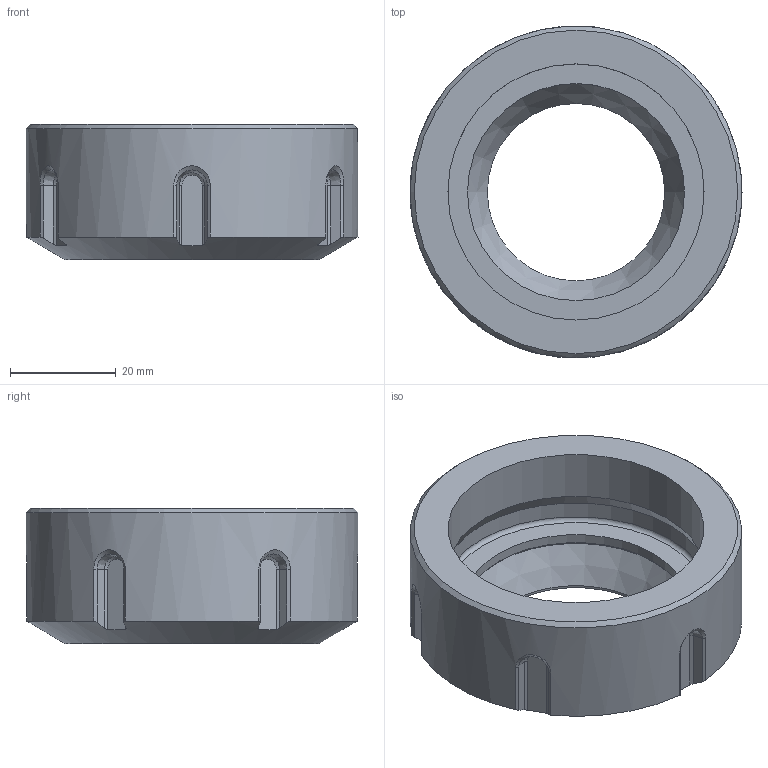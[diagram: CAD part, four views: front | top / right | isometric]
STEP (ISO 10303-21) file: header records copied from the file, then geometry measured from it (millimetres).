
FILE_DESCRIPTION(/* description */ (''),/* implementation_level */ '2;1');
FILE_NAME(/* name */ '344000000.stp',/* time_stamp */ '2021-01-08T12:48:04',/* author */ ('LRA'),/* organization */ ('REGO-FIX'),/* preprocessor_version */ ' Unknown',/* originating_system */ 'SIEMENS PLM Software Solid Edge ST10',/* authorization */ 'Unknown');
FILE_SCHEMA (('AUTOMOTIVE_DESIGN { 1 0 10303 214 2 1 1}'));
Length unit declared in the file: millimetre
Products named in the file (1): NOCUT
Bounding box: 62.7 x 62.7 x 25.5 mm (x, y, z)
Volume: 33631.2 mm3; surface area: 12417.7 mm2
Topology: 1 solids, 1 shells, 75 faces, 183 edges, 112 vertices
Faces by surface type: plane 46, cone 22, cylinder 5, torus 2
Full cylindrical faces by diameter (mm): 33.5 x1, 41 x1, 48.376 x1, 50.5 x1, 62.7 x1
Entity records: 2727 total; most frequent: CARTESIAN_POINT 425, DIRECTION 390, ORIENTED_EDGE 340, EDGE_CURVE 170, AXIS2_PLACEMENT_3D 153, VERTEX_POINT 110, EDGE_LOOP 90, FACE_BOUND 90
